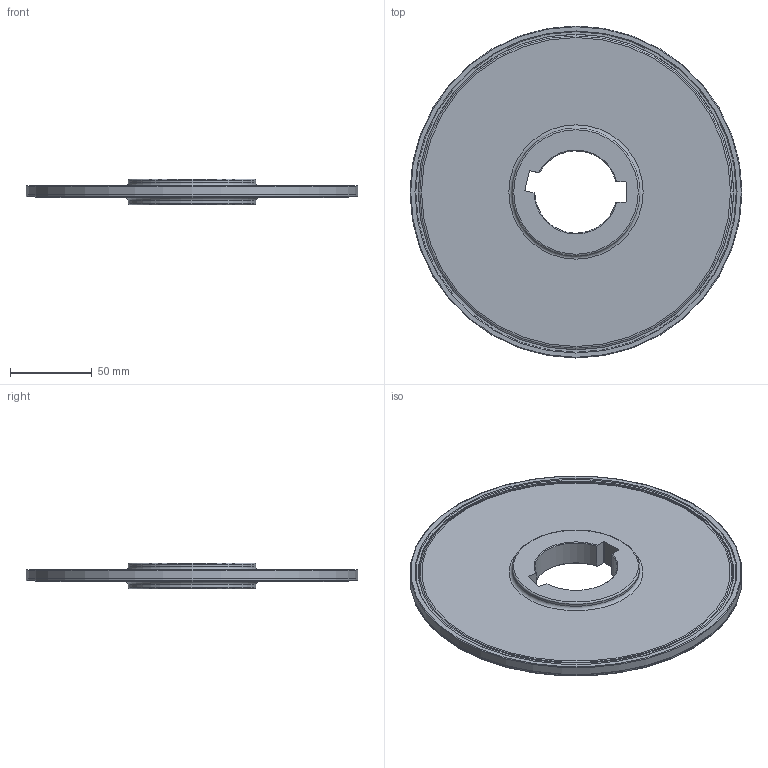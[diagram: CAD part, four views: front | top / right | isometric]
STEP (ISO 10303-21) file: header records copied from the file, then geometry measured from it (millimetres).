
FILE_DESCRIPTION(/* description */ (''),/* implementation_level */ '2;1');
FILE_NAME(/* name */ '335.18-08.00-XL0506L.stp',/* time_stamp */ '2017-09-14T10:21:04+06:00',/* author */ (''),/* organization */ (''),/* preprocessor_version */ 'ST-DEVELOPER v16',/* originating_system */ 'SIEMENS PLM Software NX 11.0',/* authorisation */ '');
FILE_SCHEMA (('AUTOMOTIVE_DESIGN { 1 0 10303 214 3 1 1 1 }'));
Length unit declared in the file: millimetre
Products named in the file (1): 335.18-08.00-XL0506L
Bounding box: 203.2 x 203.2 x 15.88 mm (x, y, z)
Volume: 233533 mm3; surface area: 81467.3 mm2
Topology: 2 solids, 2 shells, 49 faces, 109 edges, 70 vertices
Faces by surface type: plane 16, cylinder 13, torus 12, cone 8
Full cylindrical faces by diameter (mm): 78.2 x2, 193.2 x1, 197.18 x2, 203.2 x2
Entity records: 1273 total; most frequent: DIRECTION 226, CARTESIAN_POINT 221, ORIENTED_EDGE 160, AXIS2_PLACEMENT_3D 101, EDGE_LOOP 82, EDGE_CURVE 80, FACE_BOUND 66, VERTEX_POINT 64
